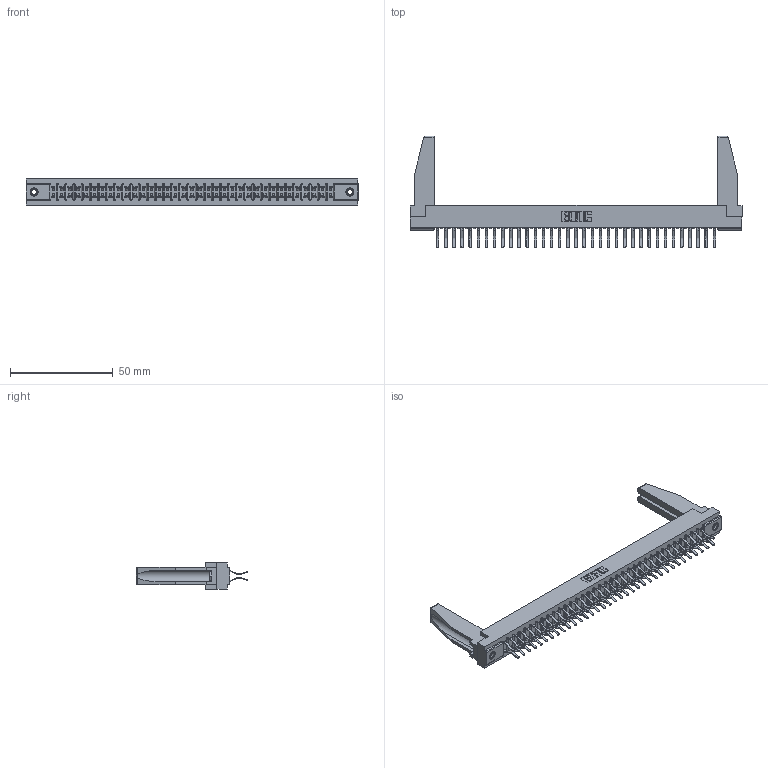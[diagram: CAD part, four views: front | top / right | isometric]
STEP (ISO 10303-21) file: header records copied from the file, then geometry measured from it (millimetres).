
FILE_DESCRIPTION (( 'STEP AP203' ), '1' );
FILE_NAME ('357-070-460-278.STEP', '2020-10-04T20:41:22', ( '' ), ( '' ), 'SwSTEP 2.0', 'SolidWorks 2020', '' );
FILE_SCHEMA (( 'CONFIG_CONTROL_DESIGN' ));
Length unit declared in the file: inch
Products named in the file (5): 345-250-001_345-250-001-102; 307 Part_.156 Dia Mounting Holes; 307-220-078; 357-070-460-278; 307-290-001_560
Assembly tree (75 placements, depth 2):
  357-070-460-278
    307 Part_.156 Dia Mounting Holes
    307-290-001_560  x70
    307-220-078  x2
    345-250-001_345-250-001-102  x2
Bounding box: 161.7 x 54.43 x 12.7 mm (x, y, z)
Volume: 21225.5 mm3; surface area: 25239.5 mm2
Topology: 75 solids, 75 shells, 3784 faces, 10593 edges, 6862 vertices
Faces by surface type: plane 2464, cylinder 1232, sphere 72, cone 12, torus 4
Entity records: 34531 total; most frequent: CARTESIAN_POINT 5661, ORIENTED_EDGE 5568, DIRECTION 5502, EDGE_CURVE 2784, LINE 2136, VECTOR 2136, VERTEX_POINT 1800, AXIS2_PLACEMENT_3D 1683
